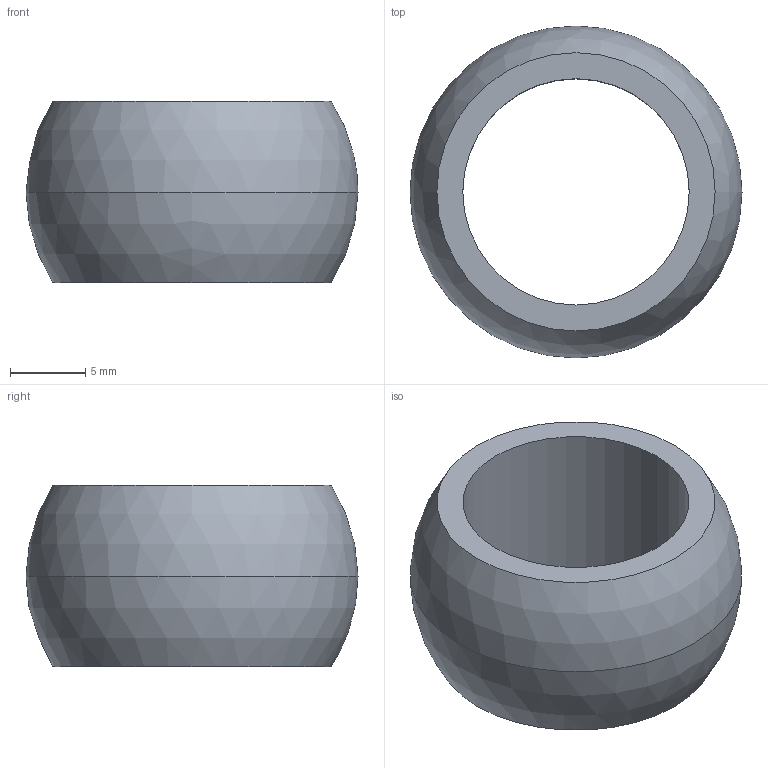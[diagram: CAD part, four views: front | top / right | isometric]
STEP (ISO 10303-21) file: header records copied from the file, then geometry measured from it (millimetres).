
FILE_DESCRIPTION (( 'STEP AP214' ), '1' );
FILE_NAME ('GE15ESinnerpart.STEP', '2025-09-26T07:09:10', ( 'Windows User' ), ( '' ), 'SwSTEP 2.0', 'SolidWorks 2023', '' );
FILE_SCHEMA (( 'AUTOMOTIVE_DESIGN' ));
Length unit declared in the file: millimetre
Products named in the file (1): GE15ESinnerpart
Bounding box: 22 x 22 x 12 mm (x, y, z)
Volume: 1988.6 mm3; surface area: 1575.5 mm2
Topology: 1 solids, 1 shells, 6 faces, 15 edges, 11 vertices
Faces by surface type: cylinder 2, sphere 2, plane 2
Entity records: 201 total; most frequent: DIRECTION 36, CARTESIAN_POINT 29, ORIENTED_EDGE 24, AXIS2_PLACEMENT_3D 17, EDGE_CURVE 12, VERTEX_POINT 10, EDGE_LOOP 10, CIRCLE 10
